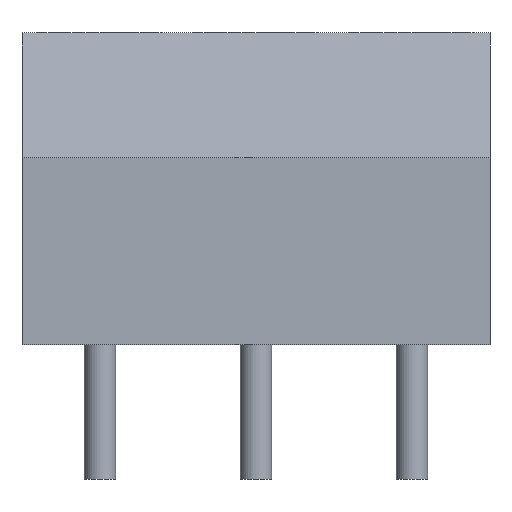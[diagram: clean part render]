
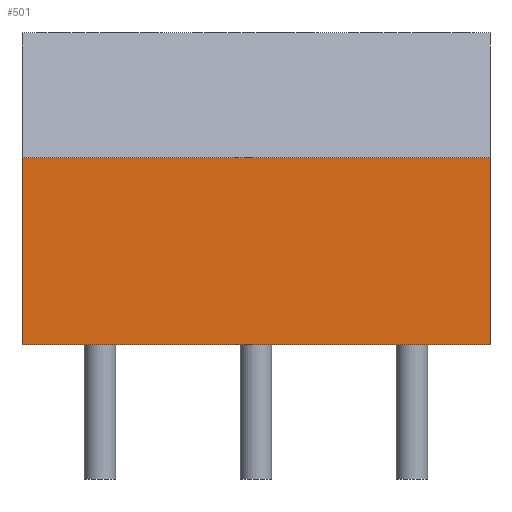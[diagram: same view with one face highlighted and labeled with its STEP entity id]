
A CAD part, front view. The second image highlights one B-rep face of the part: STEP entity #501.
In plain terms, the highlighted planar face has unit normal (0, -1, 0).
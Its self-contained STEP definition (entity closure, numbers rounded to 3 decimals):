
#158=CARTESIAN_POINT('',(-7.5,-3.8,0.));
#159=VERTEX_POINT('',#158);
#176=CARTESIAN_POINT('',(7.5,-3.8,0.));
#177=VERTEX_POINT('',#176);
#184=CARTESIAN_POINT('',(7.5,-3.8,0.));
#185=DIRECTION('',(-1.,0.,0.));
#186=VECTOR('',#185,15.);
#187=LINE('',#184,#186);
#188=EDGE_CURVE('',#177,#159,#187,.T.);
#454=CARTESIAN_POINT('',(-7.5,-3.8,6.));
#455=VERTEX_POINT('',#454);
#462=CARTESIAN_POINT('',(7.5,-3.8,6.));
#463=VERTEX_POINT('',#462);
#464=CARTESIAN_POINT('',(7.5,-3.8,6.));
#465=DIRECTION('',(-1.,0.,0.));
#466=VECTOR('',#465,15.);
#467=LINE('',#464,#466);
#468=EDGE_CURVE('',#463,#455,#467,.T.);
#480=CARTESIAN_POINT('',(7.5,-3.8,0.));
#481=DIRECTION('',(0.,1.,0.));
#482=DIRECTION('',(0.,-0.,1.));
#483=AXIS2_PLACEMENT_3D('',#480,#481,#482);
#484=PLANE('',#483);
#485=CARTESIAN_POINT('',(-7.5,-3.8,6.));
#486=DIRECTION('',(0.,0.,-1.));
#487=VECTOR('',#486,6.);
#488=LINE('',#485,#487);
#489=EDGE_CURVE('',#455,#159,#488,.T.);
#490=ORIENTED_EDGE('',*,*,#489,.T.);
#491=ORIENTED_EDGE('',*,*,#188,.F.);
#492=CARTESIAN_POINT('',(7.5,-3.8,6.));
#493=DIRECTION('',(0.,0.,-1.));
#494=VECTOR('',#493,6.);
#495=LINE('',#492,#494);
#496=EDGE_CURVE('',#463,#177,#495,.T.);
#497=ORIENTED_EDGE('',*,*,#496,.F.);
#498=ORIENTED_EDGE('',*,*,#468,.T.);
#499=EDGE_LOOP('',(#490,#491,#497,#498));
#500=FACE_BOUND('',#499,.T.);
#501=ADVANCED_FACE('',(#500),#484,.F.);
